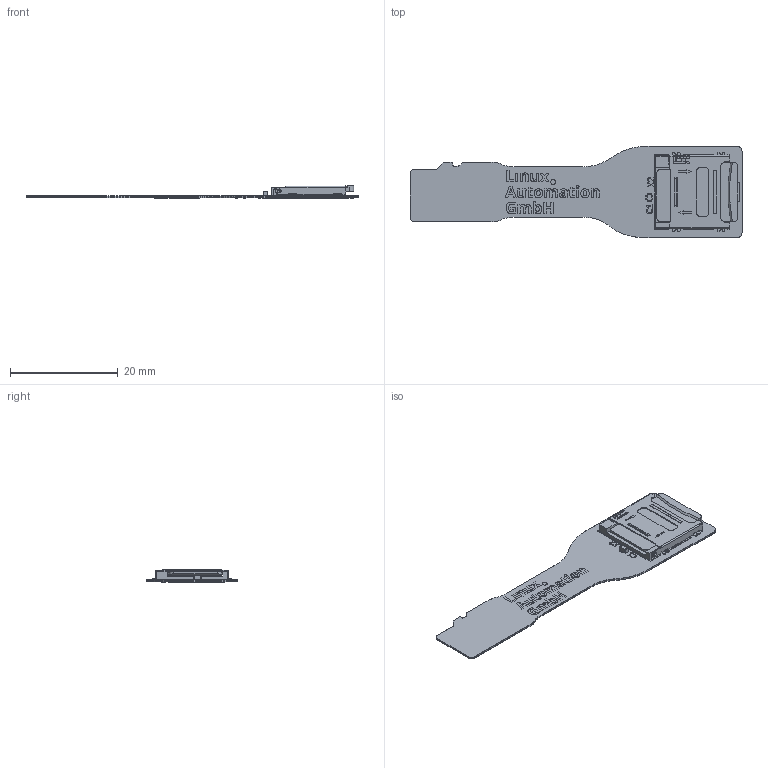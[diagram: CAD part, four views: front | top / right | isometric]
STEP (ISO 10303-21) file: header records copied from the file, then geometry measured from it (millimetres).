
FILE_DESCRIPTION(('KiCad electronic assembly'),'2;1');
FILE_NAME('usb_sd_mux-S06-R02-V01-C00_Extender.step', '2026-03-11T07:57:10',('Pcbnew'),('Kicad'), 'Open CASCADE STEP processor 7.9','KiCad to STEP converter','Unknown' );
FILE_SCHEMA(('AUTOMOTIVE_DESIGN { 1 0 10303 214 1 1 1 1 }'));
Length unit declared in the file: millimetre
Products named in the file (14): usb_sd_mux-S06-R02-V01-C00_Extender 1; WE_693072010801; 693072010801; 693072010801_PIN; 693072010801_PATTE; 693072010801_CACHE; 693072010801_PATTE_SPE; MicroSD; chip_C_0603_h0.8; usb_sd_mux-S06_Extention_silkscreen; usb_sd_mux-S06_Extention_soldermask; usb_sd_mux-S06_Extention_PCB
Assembly tree (22 placements, depth 3):
  usb_sd_mux-S06-R02-V01-C00_Extender 1
    WE_693072010801
      693072010801
      693072010801_PIN  x8
      693072010801_PATTE  x3
      693072010801_CACHE
      693072010801_PATTE_SPE
      MicroSD
    chip_C_0603_h0.8
    usb_sd_mux-S06_Extention_silkscreen
    usb_sd_mux-S06_Extention_silkscreen
    usb_sd_mux-S06_Extention_soldermask
    usb_sd_mux-S06_Extention_soldermask
    usb_sd_mux-S06_Extention_PCB
Bounding box: 61.5 x 17 x 2.23 mm (x, y, z)
Volume: 423.2 mm3; surface area: 4324 mm2
Topology: 19 solids, 152 shells, 1120 faces, 5456 edges, 4483 vertices
Faces by surface type: plane 817, cylinder 298, revolution 2, torus 2, cone 1
Full cylindrical faces by diameter (mm): 0.3 x2, 0.7 x2
Entity records: 45240 total; most frequent: CARTESIAN_POINT 9192, DIRECTION 6726, ORIENTED_EDGE 6310, EDGE_CURVE 4500, VERTEX_POINT 3861, LINE 3834, VECTOR 3834, AXIS2_PLACEMENT_3D 1445
